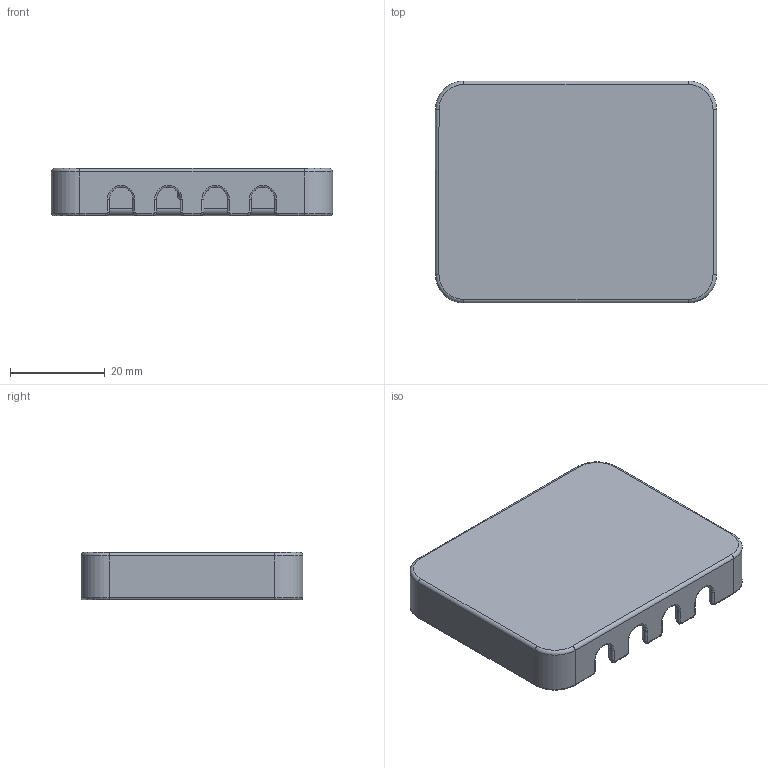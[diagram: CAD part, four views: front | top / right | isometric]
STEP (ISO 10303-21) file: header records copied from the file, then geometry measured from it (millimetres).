
FILE_DESCRIPTION(/* description */ (''),/* implementation_level */ '2;1');
FILE_NAME(/* name */ 'Top2.step',/* time_stamp */ '2023-10-09T21:25:56+01:00',/* author */ (''),/* organization */ (''),/* preprocessor_version */ 'ST-DEVELOPER v20',/* originating_system */ 'Autodesk Translation Framework v12.14.0.127',/* authorisation */ '');
FILE_SCHEMA (('AUTOMOTIVE_DESIGN { 1 0 10303 214 3 1 1 }'));
Length unit declared in the file: millimetre
Products named in the file (1): Top
Bounding box: 59.5 x 46.96 x 10 mm (x, y, z)
Volume: 8795.5 mm3; surface area: 8819.6 mm2
Topology: 1 solids, 1 shells, 168 faces, 386 edges, 215 vertices
Faces by surface type: cylinder 75, torus 36, plane 34, bspline 23
Full cylindrical faces by diameter (mm): 1.55 x3, 5.55 x3
Entity records: 5278 total; most frequent: CARTESIAN_POINT 1473, DIRECTION 869, ORIENTED_EDGE 754, EDGE_CURVE 377, AXIS2_PLACEMENT_3D 363, VERTEX_POINT 215, CIRCLE 201, EDGE_LOOP 172
